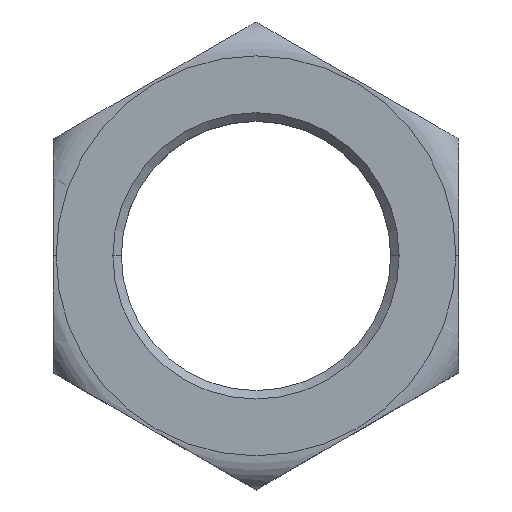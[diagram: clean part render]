
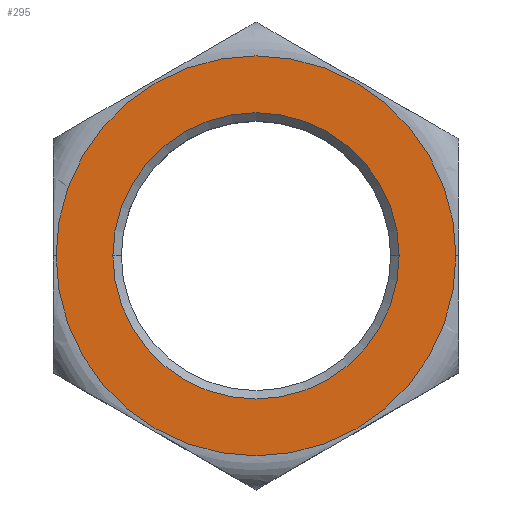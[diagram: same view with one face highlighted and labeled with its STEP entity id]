
A CAD part, top view. The second image highlights one B-rep face of the part: STEP entity #295.
In plain terms, the highlighted planar face has unit normal (0, 0, 1).
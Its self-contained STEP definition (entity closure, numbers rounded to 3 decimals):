
#15=FACE_BOUND('',#72,.T.);
#17=PLANE('',#327);
#53=FACE_OUTER_BOUND('',#71,.T.);
#71=EDGE_LOOP('',(#227,#228));
#72=EDGE_LOOP('',(#229,#230));
#110=CIRCLE('',#311,8.438);
#112=CIRCLE('',#314,11.785);
#121=CIRCLE('',#328,11.785);
#122=CIRCLE('',#329,8.438);
#127=VERTEX_POINT('',#430);
#128=VERTEX_POINT('',#432);
#131=VERTEX_POINT('',#458);
#132=VERTEX_POINT('',#460);
#155=EDGE_CURVE('',#127,#128,#110,.T.);
#159=EDGE_CURVE('',#132,#131,#112,.T.);
#179=EDGE_CURVE('',#131,#132,#121,.T.);
#180=EDGE_CURVE('',#128,#127,#122,.T.);
#227=ORIENTED_EDGE('',*,*,#159,.T.);
#228=ORIENTED_EDGE('',*,*,#179,.T.);
#229=ORIENTED_EDGE('',*,*,#180,.F.);
#230=ORIENTED_EDGE('',*,*,#155,.F.);
#295=ADVANCED_FACE('',(#53,#15),#17,.F.);
#311=AXIS2_PLACEMENT_3D('',#433,#350,#351);
#314=AXIS2_PLACEMENT_3D('',#461,#357,#358);
#327=AXIS2_PLACEMENT_3D('',#688,#387,#388);
#328=AXIS2_PLACEMENT_3D('',#689,#389,#390);
#329=AXIS2_PLACEMENT_3D('',#690,#391,#392);
#350=DIRECTION('center_axis',(0.,0.,1.));
#351=DIRECTION('ref_axis',(-1.,0.,0.));
#357=DIRECTION('center_axis',(0.,0.,1.));
#358=DIRECTION('ref_axis',(-1.,0.,0.));
#387=DIRECTION('center_axis',(0.,0.,-1.));
#388=DIRECTION('ref_axis',(1.,0.,0.));
#389=DIRECTION('center_axis',(0.,0.,1.));
#390=DIRECTION('ref_axis',(-1.,0.,0.));
#391=DIRECTION('center_axis',(0.,0.,1.));
#392=DIRECTION('ref_axis',(-1.,0.,0.));
#430=CARTESIAN_POINT('',(8.438,0.,110.523));
#432=CARTESIAN_POINT('',(-8.438,0.,110.523));
#433=CARTESIAN_POINT('Origin',(0.,0.,110.523));
#458=CARTESIAN_POINT('',(11.785,0.,110.523));
#460=CARTESIAN_POINT('',(-11.785,0.,110.523));
#461=CARTESIAN_POINT('Origin',(0.,0.,110.523));
#688=CARTESIAN_POINT('Origin',(-11.938,-6.892,110.523));
#689=CARTESIAN_POINT('Origin',(0.,0.,110.523));
#690=CARTESIAN_POINT('Origin',(0.,0.,110.523));
